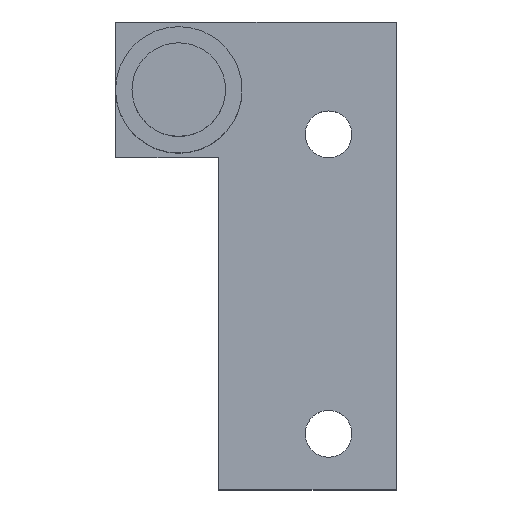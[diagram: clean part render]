
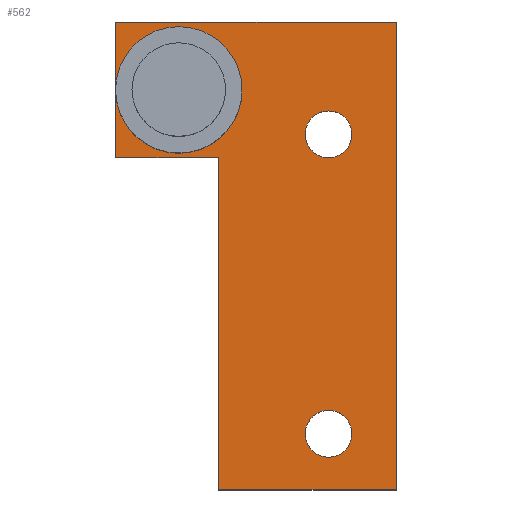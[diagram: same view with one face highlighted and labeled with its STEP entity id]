
A CAD part, top view. The second image highlights one B-rep face of the part: STEP entity #562.
In plain terms, the highlighted planar face has unit normal (0, 0, 1).
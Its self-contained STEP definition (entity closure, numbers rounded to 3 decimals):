
#3 = VERTEX_POINT ( 'NONE', #68 ) ;
#6 = ORIENTED_EDGE ( 'NONE', *, *, #268, .T. ) ;
#10 = CIRCLE ( 'NONE', #100, 2.5 ) ;
#12 = EDGE_LOOP ( 'NONE', ( #564, #291 ) ) ;
#14 = ORIENTED_EDGE ( 'NONE', *, *, #425, .F. ) ;
#18 = CIRCLE ( 'NONE', #419, 5.5 ) ;
#27 = CARTESIAN_POINT ( 'NONE',  ( 4.25, -42.25, 2.6 ) ) ;
#28 = DIRECTION ( 'NONE',  ( 1., 0., 0. ) ) ;
#33 = CARTESIAN_POINT ( 'NONE',  ( 0., 0., 2.6 ) ) ;
#35 = CARTESIAN_POINT ( 'NONE',  ( 18.5, -4.25, 2.6 ) ) ;
#45 = FACE_OUTER_BOUND ( 'NONE', #478, .T. ) ;
#47 = PLANE ( 'NONE',  #655 ) ;
#68 = CARTESIAN_POINT ( 'NONE',  ( -6.75, -6.75, 2.6 ) ) ;
#72 = DIRECTION ( 'NONE',  ( 1., 0., 0. ) ) ;
#77 = VECTOR ( 'NONE', #318, 1000. ) ;
#86 = CIRCLE ( 'NONE', #401, 2.5 ) ;
#87 = ORIENTED_EDGE ( 'NONE', *, *, #494, .T. ) ;
#92 = CARTESIAN_POINT ( 'NONE',  ( -6.75, 7.75, 2.6 ) ) ;
#93 = FACE_BOUND ( 'NONE', #12, .T. ) ;
#100 = AXIS2_PLACEMENT_3D ( 'NONE', #432, #538, #72 ) ;
#102 = CIRCLE ( 'NONE', #190, 2.5 ) ;
#110 = AXIS2_PLACEMENT_3D ( 'NONE', #33, #237, #634 ) ;
#115 = CARTESIAN_POINT ( 'NONE',  ( -6.75, -6.75, 2.6 ) ) ;
#122 = DIRECTION ( 'NONE',  ( 0., 1., 0. ) ) ;
#126 = CARTESIAN_POINT ( 'NONE',  ( 23.25, -42.25, 2.6 ) ) ;
#132 = VECTOR ( 'NONE', #28, 1000. ) ;
#174 = LINE ( 'NONE', #374, #132 ) ;
#176 = DIRECTION ( 'NONE',  ( 0., 0., 1. ) ) ;
#178 = VERTEX_POINT ( 'NONE', #567 ) ;
#180 = EDGE_CURVE ( 'NONE', #388, #3, #311, .T. ) ;
#187 = ORIENTED_EDGE ( 'NONE', *, *, #180, .T. ) ;
#188 = DIRECTION ( 'NONE',  ( 1., 0., 0. ) ) ;
#189 = DIRECTION ( 'NONE',  ( 0., 0., -1. ) ) ;
#190 = AXIS2_PLACEMENT_3D ( 'NONE', #330, #642, #280 ) ;
#192 = ORIENTED_EDGE ( 'NONE', *, *, #503, .F. ) ;
#194 = CARTESIAN_POINT ( 'NONE',  ( 5.5, 0., 2.6 ) ) ;
#196 = FACE_BOUND ( 'NONE', #522, .T. ) ;
#212 = ORIENTED_EDGE ( 'NONE', *, *, #439, .T. ) ;
#216 = ORIENTED_EDGE ( 'NONE', *, *, #258, .T. ) ;
#218 = AXIS2_PLACEMENT_3D ( 'NONE', #599, #386, #590 ) ;
#227 = CARTESIAN_POINT ( 'NONE',  ( 18.5, -36.25, 2.6 ) ) ;
#229 = EDGE_LOOP ( 'NONE', ( #14, #192 ) ) ;
#237 = DIRECTION ( 'NONE',  ( 0., 0., -1. ) ) ;
#241 = LINE ( 'NONE', #27, #560 ) ;
#258 = EDGE_CURVE ( 'NONE', #3, #613, #174, .T. ) ;
#268 = EDGE_CURVE ( 'NONE', #618, #598, #580, .T. ) ;
#269 = VERTEX_POINT ( 'NONE', #589 ) ;
#276 = CARTESIAN_POINT ( 'NONE',  ( 13.5, -4.25, 2.6 ) ) ;
#280 = DIRECTION ( 'NONE',  ( 1., 0., 0. ) ) ;
#281 = CARTESIAN_POINT ( 'NONE',  ( 23.25, 7.75, 2.6 ) ) ;
#291 = ORIENTED_EDGE ( 'NONE', *, *, #302, .F. ) ;
#296 = EDGE_CURVE ( 'NONE', #598, #178, #328, .T. ) ;
#302 = EDGE_CURVE ( 'NONE', #546, #269, #10, .T. ) ;
#305 = CIRCLE ( 'NONE', #110, 5.5 ) ;
#311 = LINE ( 'NONE', #115, #77 ) ;
#318 = DIRECTION ( 'NONE',  ( 0., -1., 0. ) ) ;
#328 = LINE ( 'NONE', #281, #593 ) ;
#330 = CARTESIAN_POINT ( 'NONE',  ( 16., -4.25, 2.6 ) ) ;
#342 = DIRECTION ( 'NONE',  ( 0., 0., -1. ) ) ;
#368 = VERTEX_POINT ( 'NONE', #194 ) ;
#370 = VERTEX_POINT ( 'NONE', #35 ) ;
#374 = CARTESIAN_POINT ( 'NONE',  ( 4.25, -6.75, 2.6 ) ) ;
#375 = ORIENTED_EDGE ( 'NONE', *, *, #405, .T. ) ;
#386 = DIRECTION ( 'NONE',  ( 0., 0., 1. ) ) ;
#387 = EDGE_CURVE ( 'NONE', #480, #368, #18, .T. ) ;
#388 = VERTEX_POINT ( 'NONE', #600 ) ;
#392 = DIRECTION ( 'NONE',  ( -1., 0., 0. ) ) ;
#395 = CARTESIAN_POINT ( 'NONE',  ( 4.25, -6.75, 2.6 ) ) ;
#401 = AXIS2_PLACEMENT_3D ( 'NONE', #428, #176, #188 ) ;
#405 = EDGE_CURVE ( 'NONE', #178, #388, #552, .T. ) ;
#419 = AXIS2_PLACEMENT_3D ( 'NONE', #440, #189, #392 ) ;
#425 = EDGE_CURVE ( 'NONE', #516, #370, #102, .T. ) ;
#426 = ORIENTED_EDGE ( 'NONE', *, *, #387, .T. ) ;
#428 = CARTESIAN_POINT ( 'NONE',  ( 16., -4.25, 2.6 ) ) ;
#432 = CARTESIAN_POINT ( 'NONE',  ( 16., -36.25, 2.6 ) ) ;
#436 = DIRECTION ( 'NONE',  ( 1., 0., 0. ) ) ;
#439 = EDGE_CURVE ( 'NONE', #613, #618, #241, .T. ) ;
#440 = CARTESIAN_POINT ( 'NONE',  ( 0., 0., 2.6 ) ) ;
#449 = DIRECTION ( 'NONE',  ( -1., 0., 0. ) ) ;
#452 = DIRECTION ( 'NONE',  ( -1., 0., 0. ) ) ;
#478 = EDGE_LOOP ( 'NONE', ( #187, #216, #212, #6, #637, #375 ) ) ;
#480 = VERTEX_POINT ( 'NONE', #495 ) ;
#489 = DIRECTION ( 'NONE',  ( 0., -1., 0. ) ) ;
#494 = EDGE_CURVE ( 'NONE', #368, #480, #305, .T. ) ;
#495 = CARTESIAN_POINT ( 'NONE',  ( -5.5, 0., 2.6 ) ) ;
#503 = EDGE_CURVE ( 'NONE', #370, #516, #86, .T. ) ;
#508 = CARTESIAN_POINT ( 'NONE',  ( 4.25, -42.25, 2.6 ) ) ;
#511 = CIRCLE ( 'NONE', #218, 2.5 ) ;
#516 = VERTEX_POINT ( 'NONE', #276 ) ;
#518 = EDGE_CURVE ( 'NONE', #269, #546, #511, .T. ) ;
#522 = EDGE_LOOP ( 'NONE', ( #426, #87 ) ) ;
#538 = DIRECTION ( 'NONE',  ( 0., 0., 1. ) ) ;
#546 = VERTEX_POINT ( 'NONE', #227 ) ;
#552 = LINE ( 'NONE', #92, #612 ) ;
#559 = VECTOR ( 'NONE', #436, 1000. ) ;
#560 = VECTOR ( 'NONE', #489, 1000. ) ;
#562 = ADVANCED_FACE ( 'NONE', ( #196, #45, #649, #93 ), #47, .F. ) ;
#564 = ORIENTED_EDGE ( 'NONE', *, *, #518, .F. ) ;
#567 = CARTESIAN_POINT ( 'NONE',  ( 23.25, 7.75, 2.6 ) ) ;
#580 = LINE ( 'NONE', #126, #559 ) ;
#589 = CARTESIAN_POINT ( 'NONE',  ( 13.5, -36.25, 2.6 ) ) ;
#590 = DIRECTION ( 'NONE',  ( 1., 0., 0. ) ) ;
#593 = VECTOR ( 'NONE', #122, 1000. ) ;
#598 = VERTEX_POINT ( 'NONE', #652 ) ;
#599 = CARTESIAN_POINT ( 'NONE',  ( 16., -36.25, 2.6 ) ) ;
#600 = CARTESIAN_POINT ( 'NONE',  ( -6.75, 7.75, 2.6 ) ) ;
#612 = VECTOR ( 'NONE', #449, 1000. ) ;
#613 = VERTEX_POINT ( 'NONE', #395 ) ;
#618 = VERTEX_POINT ( 'NONE', #508 ) ;
#634 = DIRECTION ( 'NONE',  ( -1., 0., 0. ) ) ;
#637 = ORIENTED_EDGE ( 'NONE', *, *, #296, .T. ) ;
#642 = DIRECTION ( 'NONE',  ( 0., 0., 1. ) ) ;
#649 = FACE_BOUND ( 'NONE', #229, .T. ) ;
#652 = CARTESIAN_POINT ( 'NONE',  ( 23.25, -42.25, 2.6 ) ) ;
#655 = AXIS2_PLACEMENT_3D ( 'NONE', #656, #342, #452 ) ;
#656 = CARTESIAN_POINT ( 'NONE',  ( 0., 0., 2.6 ) ) ;
